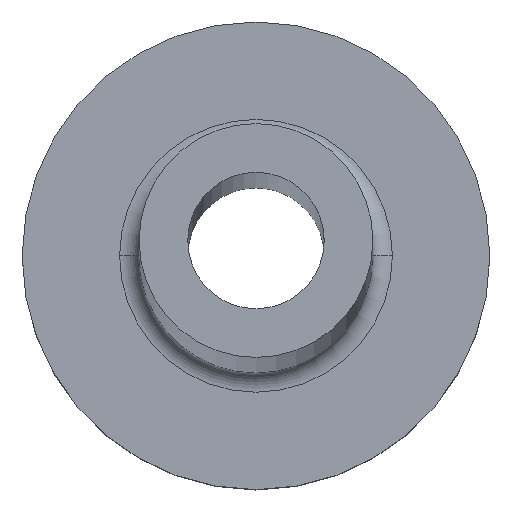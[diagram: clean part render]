
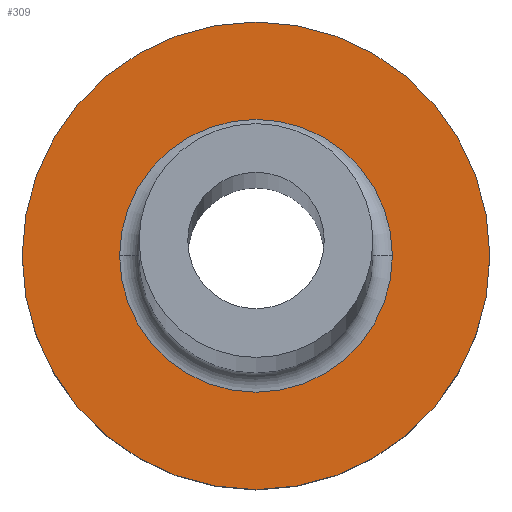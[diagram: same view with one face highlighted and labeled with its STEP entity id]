
A CAD part, top view. The second image highlights one B-rep face of the part: STEP entity #309.
In plain terms, the highlighted planar face has unit normal (0, 0, 1).
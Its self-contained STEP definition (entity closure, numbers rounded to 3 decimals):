
#8 = DIRECTION ( 'NONE',  ( 1., 0., 0. ) ) ;
#9 = CARTESIAN_POINT ( 'NONE',  ( 6., 0., 5. ) ) ;
#11 = VERTEX_POINT ( 'NONE', #35 ) ;
#23 = CIRCLE ( 'NONE', #76, 3.5 ) ;
#25 = AXIS2_PLACEMENT_3D ( 'NONE', #163, #82, #71 ) ;
#28 = VERTEX_POINT ( 'NONE', #9 ) ;
#30 = AXIS2_PLACEMENT_3D ( 'NONE', #67, #38, #65 ) ;
#32 = FACE_BOUND ( 'NONE', #354, .T. ) ;
#35 = CARTESIAN_POINT ( 'NONE',  ( -3.5, 0., 5. ) ) ;
#38 = DIRECTION ( 'NONE',  ( 0., 0., 1. ) ) ;
#54 = EDGE_CURVE ( 'NONE', #138, #11, #59, .T. ) ;
#59 = CIRCLE ( 'NONE', #377, 3.5 ) ;
#65 = DIRECTION ( 'NONE',  ( 1., 0., 0. ) ) ;
#67 = CARTESIAN_POINT ( 'NONE',  ( 0., 0., 5. ) ) ;
#68 = CARTESIAN_POINT ( 'NONE',  ( 0., 0., 5. ) ) ;
#71 = DIRECTION ( 'NONE',  ( 1., 0., 0. ) ) ;
#76 = AXIS2_PLACEMENT_3D ( 'NONE', #378, #247, #8 ) ;
#82 = DIRECTION ( 'NONE',  ( 0., 0., 1. ) ) ;
#87 = ORIENTED_EDGE ( 'NONE', *, *, #54, .T. ) ;
#98 = FACE_OUTER_BOUND ( 'NONE', #276, .T. ) ;
#101 = CIRCLE ( 'NONE', #30, 6. ) ;
#103 = CARTESIAN_POINT ( 'NONE',  ( 0., 0., 5. ) ) ;
#122 = ORIENTED_EDGE ( 'NONE', *, *, #369, .T. ) ;
#138 = VERTEX_POINT ( 'NONE', #183 ) ;
#150 = ORIENTED_EDGE ( 'NONE', *, *, #177, .T. ) ;
#163 = CARTESIAN_POINT ( 'NONE',  ( 0., 0., 5. ) ) ;
#173 = DIRECTION ( 'NONE',  ( 1., 0., 0. ) ) ;
#177 = EDGE_CURVE ( 'NONE', #11, #138, #23, .T. ) ;
#183 = CARTESIAN_POINT ( 'NONE',  ( 3.5, 0., 5. ) ) ;
#186 = CIRCLE ( 'NONE', #373, 6. ) ;
#188 = DIRECTION ( 'NONE',  ( 0., 0., -1. ) ) ;
#247 = DIRECTION ( 'NONE',  ( 0., 0., -1. ) ) ;
#259 = ORIENTED_EDGE ( 'NONE', *, *, #274, .T. ) ;
#274 = EDGE_CURVE ( 'NONE', #28, #372, #101, .T. ) ;
#276 = EDGE_LOOP ( 'NONE', ( #122, #259 ) ) ;
#281 = DIRECTION ( 'NONE',  ( 1., 0., 0. ) ) ;
#309 = ADVANCED_FACE ( 'NONE', ( #32, #98 ), #329, .T. ) ;
#313 = CARTESIAN_POINT ( 'NONE',  ( -6., 0., 5. ) ) ;
#329 = PLANE ( 'NONE',  #25 ) ;
#354 = EDGE_LOOP ( 'NONE', ( #87, #150 ) ) ;
#363 = DIRECTION ( 'NONE',  ( 0., 0., 1. ) ) ;
#369 = EDGE_CURVE ( 'NONE', #372, #28, #186, .T. ) ;
#372 = VERTEX_POINT ( 'NONE', #313 ) ;
#373 = AXIS2_PLACEMENT_3D ( 'NONE', #103, #363, #173 ) ;
#377 = AXIS2_PLACEMENT_3D ( 'NONE', #68, #188, #281 ) ;
#378 = CARTESIAN_POINT ( 'NONE',  ( 0., 0., 5. ) ) ;
